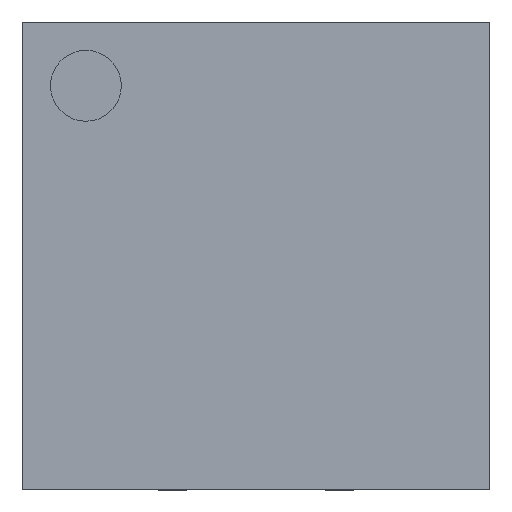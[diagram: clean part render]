
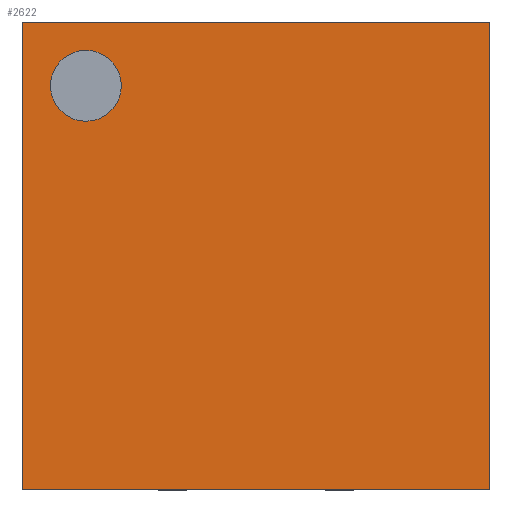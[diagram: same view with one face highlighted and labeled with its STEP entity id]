
A CAD part, top view. The second image highlights one B-rep face of the part: STEP entity #2622.
In plain terms, the highlighted face is planar.
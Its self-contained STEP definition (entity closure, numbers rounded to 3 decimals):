
#5 = EDGE_CURVE ( 'NONE', #1306, #947, #2182, .T. ) ;
#35 = DIRECTION ( 'NONE',  ( 1., 0., 0. ) ) ;
#68 = CARTESIAN_POINT ( 'NONE',  ( -1.65, 1., 1.65 ) ) ;
#92 = DIRECTION ( 'NONE',  ( 1., 0., 0. ) ) ;
#356 = VERTEX_POINT ( 'NONE', #4628 ) ;
#361 = AXIS2_PLACEMENT_3D ( 'NONE', #2430, #3956, #92 ) ;
#423 = VERTEX_POINT ( 'NONE', #4107 ) ;
#446 = DIRECTION ( 'NONE',  ( 0., 1., 0. ) ) ;
#514 = EDGE_CURVE ( 'NONE', #3397, #2325, #1358, .T. ) ;
#559 = EDGE_CURVE ( 'NONE', #356, #423, #2653, .T. ) ;
#947 = VERTEX_POINT ( 'NONE', #4558 ) ;
#993 = VECTOR ( 'NONE', #2523, 1000. ) ;
#1086 = ORIENTED_EDGE ( 'NONE', *, *, #1823, .F. ) ;
#1143 = ORIENTED_EDGE ( 'NONE', *, *, #5, .T. ) ;
#1157 = CIRCLE ( 'NONE', #3632, 0.25 ) ;
#1205 = EDGE_LOOP ( 'NONE', ( #3951, #1086 ) ) ;
#1306 = VERTEX_POINT ( 'NONE', #2491 ) ;
#1358 = LINE ( 'NONE', #68, #4336 ) ;
#1396 = EDGE_LOOP ( 'NONE', ( #3731, #1744, #1143, #1571 ) ) ;
#1409 = LINE ( 'NONE', #3811, #2029 ) ;
#1497 = EDGE_CURVE ( 'NONE', #947, #3397, #2585, .T. ) ;
#1521 = VECTOR ( 'NONE', #3130, 1000. ) ;
#1571 = ORIENTED_EDGE ( 'NONE', *, *, #1497, .T. ) ;
#1744 = ORIENTED_EDGE ( 'NONE', *, *, #3504, .T. ) ;
#1791 = DIRECTION ( 'NONE',  ( 1., 0., 0. ) ) ;
#1823 = EDGE_CURVE ( 'NONE', #423, #356, #1157, .T. ) ;
#2029 = VECTOR ( 'NONE', #2673, 1000. ) ;
#2122 = CARTESIAN_POINT ( 'NONE',  ( -1.65, 1., 1.65 ) ) ;
#2182 = LINE ( 'NONE', #4447, #993 ) ;
#2325 = VERTEX_POINT ( 'NONE', #2549 ) ;
#2398 = CARTESIAN_POINT ( 'NONE',  ( 0., 1., 0. ) ) ;
#2430 = CARTESIAN_POINT ( 'NONE',  ( -1.2, 1., -1.2 ) ) ;
#2434 = PLANE ( 'NONE',  #4020 ) ;
#2491 = CARTESIAN_POINT ( 'NONE',  ( 1.65, 1., -1.65 ) ) ;
#2523 = DIRECTION ( 'NONE',  ( -1., 0., 0. ) ) ;
#2549 = CARTESIAN_POINT ( 'NONE',  ( 1.65, 1., 1.65 ) ) ;
#2585 = LINE ( 'NONE', #3869, #1521 ) ;
#2622 = ADVANCED_FACE ( 'NONE', ( #4399, #4040 ), #2434, .T. ) ;
#2653 = CIRCLE ( 'NONE', #361, 0.25 ) ;
#2673 = DIRECTION ( 'NONE',  ( 0., 0., -1. ) ) ;
#3130 = DIRECTION ( 'NONE',  ( 0., 0., 1. ) ) ;
#3397 = VERTEX_POINT ( 'NONE', #2122 ) ;
#3475 = DIRECTION ( 'NONE',  ( 0., 1., 0. ) ) ;
#3504 = EDGE_CURVE ( 'NONE', #2325, #1306, #1409, .T. ) ;
#3632 = AXIS2_PLACEMENT_3D ( 'NONE', #4178, #3475, #1791 ) ;
#3731 = ORIENTED_EDGE ( 'NONE', *, *, #514, .T. ) ;
#3811 = CARTESIAN_POINT ( 'NONE',  ( 1.65, 1., 1.65 ) ) ;
#3869 = CARTESIAN_POINT ( 'NONE',  ( -1.65, 1., -1.65 ) ) ;
#3951 = ORIENTED_EDGE ( 'NONE', *, *, #559, .F. ) ;
#3956 = DIRECTION ( 'NONE',  ( 0., 1., 0. ) ) ;
#3963 = DIRECTION ( 'NONE',  ( 1., 0., 0. ) ) ;
#4020 = AXIS2_PLACEMENT_3D ( 'NONE', #2398, #446, #3963 ) ;
#4040 = FACE_OUTER_BOUND ( 'NONE', #1396, .T. ) ;
#4107 = CARTESIAN_POINT ( 'NONE',  ( -1.45, 1., -1.2 ) ) ;
#4178 = CARTESIAN_POINT ( 'NONE',  ( -1.2, 1., -1.2 ) ) ;
#4336 = VECTOR ( 'NONE', #35, 1000. ) ;
#4399 = FACE_BOUND ( 'NONE', #1205, .T. ) ;
#4447 = CARTESIAN_POINT ( 'NONE',  ( 1.65, 1., -1.65 ) ) ;
#4558 = CARTESIAN_POINT ( 'NONE',  ( -1.65, 1., -1.65 ) ) ;
#4628 = CARTESIAN_POINT ( 'NONE',  ( -0.95, 1., -1.2 ) ) ;
